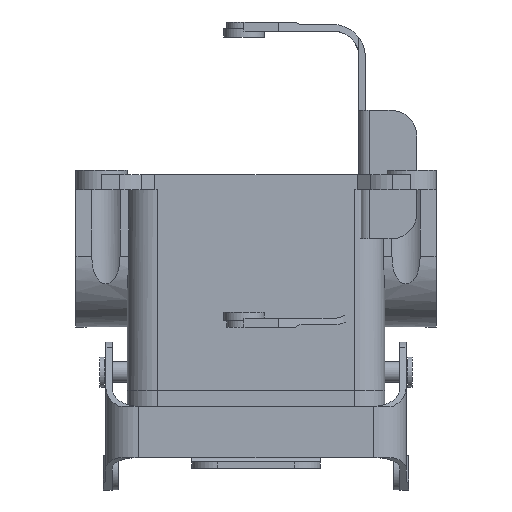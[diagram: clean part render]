
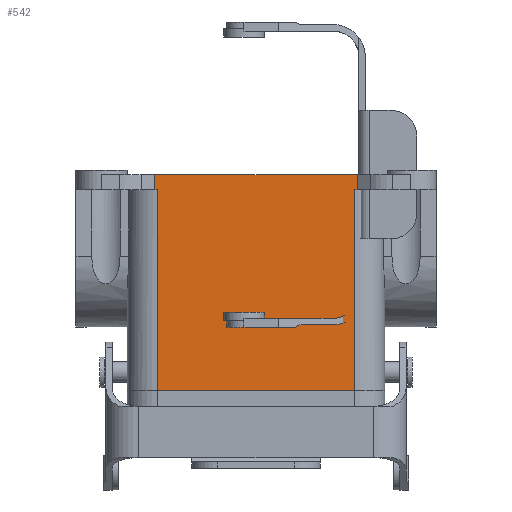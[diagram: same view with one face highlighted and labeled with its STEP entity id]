
A CAD part, top view. The second image highlights one B-rep face of the part: STEP entity #542.
In plain terms, the highlighted planar face has unit normal (0, 0, 1).
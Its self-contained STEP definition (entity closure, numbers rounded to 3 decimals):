
#542 = ADVANCED_FACE( '', ( #1125 ), #1126, .F. );
#1125 = FACE_OUTER_BOUND( '', #1705, .T. );
#1126 = PLANE( '', #1706 );
#1705 = EDGE_LOOP( '', ( #3181, #3182, #3183, #3184, #3185, #3186, #3187, #3188 ) );
#1706 = AXIS2_PLACEMENT_3D( '', #3189, #3190, #3191 );
#3181 = ORIENTED_EDGE( '', *, *, #3282, .T. );
#3182 = ORIENTED_EDGE( '', *, *, #3259, .F. );
#3183 = ORIENTED_EDGE( '', *, *, #3774, .F. );
#3184 = ORIENTED_EDGE( '', *, *, #3594, .T. );
#3185 = ORIENTED_EDGE( '', *, *, #3732, .F. );
#3186 = ORIENTED_EDGE( '', *, *, #3517, .F. );
#3187 = ORIENTED_EDGE( '', *, *, #3748, .F. );
#3188 = ORIENTED_EDGE( '', *, *, #3315, .T. );
#3189 = CARTESIAN_POINT( '', ( 0., -3.5, 21.5 ) );
#3190 = DIRECTION( '', ( 0., 0., -1. ) );
#3191 = DIRECTION( '', ( -1., 0., 0. ) );
#3259 = EDGE_CURVE( '', #3864, #3859, #3866, .T. );
#3282 = EDGE_CURVE( '', #3905, #3859, #3906, .T. );
#3315 = EDGE_CURVE( '', #3963, #3905, #3964, .T. );
#3517 = EDGE_CURVE( '', #4293, #4295, #4296, .T. );
#3594 = EDGE_CURVE( '', #4401, #4404, #4406, .T. );
#3732 = EDGE_CURVE( '', #4295, #4404, #4587, .T. );
#3748 = EDGE_CURVE( '', #3963, #4293, #4605, .T. );
#3774 = EDGE_CURVE( '', #4401, #3864, #4631, .T. );
#3859 = VERTEX_POINT( '', #4744 );
#3864 = VERTEX_POINT( '', #4751 );
#3866 = LINE( '', #4754, #4755 );
#3905 = VERTEX_POINT( '', #4805 );
#3906 = LINE( '', #4806, #4807 );
#3963 = VERTEX_POINT( '', #4977 );
#3964 = LINE( '', #4978, #4979 );
#4293 = VERTEX_POINT( '', #5500 );
#4295 = VERTEX_POINT( '', #5502 );
#4296 = LINE( '', #5503, #5504 );
#4401 = VERTEX_POINT( '', #5642 );
#4404 = VERTEX_POINT( '', #5656 );
#4406 = LINE( '', #5658, #5659 );
#4587 = LINE( '', #5917, #5918 );
#4605 = LINE( '', #5941, #5942 );
#4631 = LINE( '', #5981, #5982 );
#4744 = CARTESIAN_POINT( '', ( -23.625, 0., 21.5 ) );
#4751 = CARTESIAN_POINT( '', ( -23.625, -3.5, 21.5 ) );
#4754 = CARTESIAN_POINT( '', ( -23.625, -3.5, 21.5 ) );
#4755 = VECTOR( '', #6068, 1000. );
#4805 = CARTESIAN_POINT( '', ( 23.625, 0., 21.5 ) );
#4806 = CARTESIAN_POINT( '', ( 0., 0., 21.5 ) );
#4807 = VECTOR( '', #6101, 1000. );
#4977 = CARTESIAN_POINT( '', ( 23.625, -3.5, 21.5 ) );
#4978 = CARTESIAN_POINT( '', ( 23.625, -3.5, 21.5 ) );
#4979 = VECTOR( '', #6140, 1000. );
#5500 = CARTESIAN_POINT( '', ( 23., -3.5, 21.5 ) );
#5502 = CARTESIAN_POINT( '', ( 23., -50.4, 21.5 ) );
#5503 = CARTESIAN_POINT( '', ( 23., 60.964, 21.5 ) );
#5504 = VECTOR( '', #6390, 1000. );
#5642 = CARTESIAN_POINT( '', ( -23., -3.5, 21.5 ) );
#5656 = CARTESIAN_POINT( '', ( -23., -50.4, 21.5 ) );
#5658 = CARTESIAN_POINT( '', ( -23., 60.964, 21.5 ) );
#5659 = VECTOR( '', #6489, 1000. );
#5917 = CARTESIAN_POINT( '', ( -23., -50.4, 21.5 ) );
#5918 = VECTOR( '', #6632, 1000. );
#5941 = CARTESIAN_POINT( '', ( 0., -3.5, 21.5 ) );
#5942 = VECTOR( '', #6650, 1000. );
#5981 = CARTESIAN_POINT( '', ( 0., -3.5, 21.5 ) );
#5982 = VECTOR( '', #6661, 1000. );
#6068 = DIRECTION( '', ( 0., 1., 0. ) );
#6101 = DIRECTION( '', ( -1., 0., 0. ) );
#6140 = DIRECTION( '', ( 0., 1., 0. ) );
#6390 = DIRECTION( '', ( 0., -1., 0. ) );
#6489 = DIRECTION( '', ( 0., -1., 0. ) );
#6632 = DIRECTION( '', ( -1., 0., 0. ) );
#6650 = DIRECTION( '', ( -1., 0., 0. ) );
#6661 = DIRECTION( '', ( -1., 0., 0. ) );
